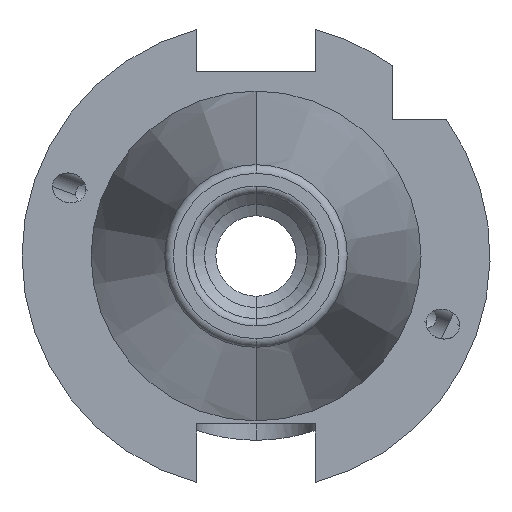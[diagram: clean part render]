
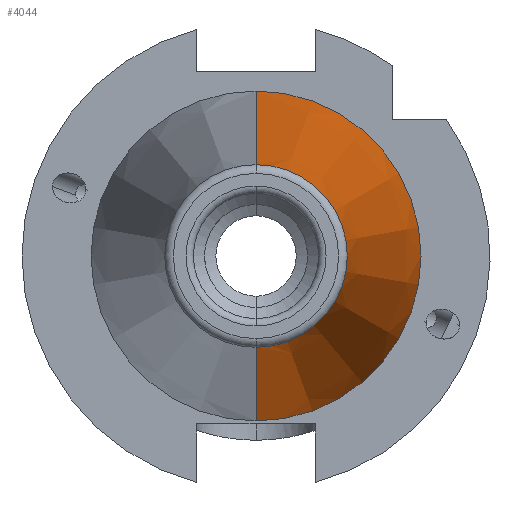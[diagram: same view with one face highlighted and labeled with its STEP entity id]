
A CAD part, left-side view. The second image highlights one B-rep face of the part: STEP entity #4044.
In plain terms, the highlighted conical face has half-angle 8.297 degrees and reference radius 22.4 mm.
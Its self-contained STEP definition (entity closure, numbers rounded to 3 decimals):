
#50 = CARTESIAN_POINT ( 'NONE',  ( 1.2, 0., 0. ) ) ;
#645 = VERTEX_POINT ( 'NONE', #6800 ) ;
#682 = DIRECTION ( 'NONE',  ( 1., 0., 0. ) ) ;
#797 = VERTEX_POINT ( 'NONE', #7915 ) ;
#832 = EDGE_CURVE ( 'NONE', #645, #8055, #4942, .T. ) ;
#1118 = LINE ( 'NONE', #6746, #7959 ) ;
#1570 = CARTESIAN_POINT ( 'NONE',  ( 1.2, 0., -22.4 ) ) ;
#2082 = CARTESIAN_POINT ( 'NONE',  ( -67.373, 0., 0. ) ) ;
#2141 = DIRECTION ( 'NONE',  ( 0.99, 0., 0.144 ) ) ;
#2494 = VERTEX_POINT ( 'NONE', #4583 ) ;
#2733 = DIRECTION ( 'NONE',  ( 0., 0., 1. ) ) ;
#3147 = EDGE_CURVE ( 'NONE', #797, #645, #3171, .T. ) ;
#3171 = CIRCLE ( 'NONE', #6805, 12.4 ) ;
#3263 = DIRECTION ( 'NONE',  ( 0.99, 0., -0.144 ) ) ;
#3740 = FACE_OUTER_BOUND ( 'NONE', #7686, .T. ) ;
#3821 = CARTESIAN_POINT ( 'NONE',  ( 1.2, 0., 0. ) ) ;
#4044 = ADVANCED_FACE ( 'NONE', ( #3740 ), #6443, .T. ) ;
#4266 = ORIENTED_EDGE ( 'NONE', *, *, #832, .T. ) ;
#4416 = AXIS2_PLACEMENT_3D ( 'NONE', #3821, #8447, #4444 ) ;
#4444 = DIRECTION ( 'NONE',  ( 0., 0., 1. ) ) ;
#4583 = CARTESIAN_POINT ( 'NONE',  ( 1.2, 0., 22.4 ) ) ;
#4681 = EDGE_CURVE ( 'NONE', #8055, #2494, #8256, .T. ) ;
#4942 = LINE ( 'NONE', #5986, #8334 ) ;
#5636 = AXIS2_PLACEMENT_3D ( 'NONE', #50, #682, #7305 ) ;
#5986 = CARTESIAN_POINT ( 'NONE',  ( 1.2, 0., -22.4 ) ) ;
#6153 = ORIENTED_EDGE ( 'NONE', *, *, #3147, .T. ) ;
#6159 = ORIENTED_EDGE ( 'NONE', *, *, #4681, .T. ) ;
#6443 = CONICAL_SURFACE ( 'NONE', #5636, 22.4, 0.145 ) ;
#6686 = DIRECTION ( 'NONE',  ( 1., 0., 0. ) ) ;
#6746 = CARTESIAN_POINT ( 'NONE',  ( 1.2, 0., 22.4 ) ) ;
#6800 = CARTESIAN_POINT ( 'NONE',  ( -67.373, 0., -12.4 ) ) ;
#6805 = AXIS2_PLACEMENT_3D ( 'NONE', #2082, #6686, #2733 ) ;
#7305 = DIRECTION ( 'NONE',  ( 0., 0., -1. ) ) ;
#7686 = EDGE_LOOP ( 'NONE', ( #8146, #6153, #4266, #6159 ) ) ;
#7915 = CARTESIAN_POINT ( 'NONE',  ( -67.373, 0., 12.4 ) ) ;
#7959 = VECTOR ( 'NONE', #2141, 1000. ) ;
#8055 = VERTEX_POINT ( 'NONE', #1570 ) ;
#8146 = ORIENTED_EDGE ( 'NONE', *, *, #8430, .F. ) ;
#8256 = CIRCLE ( 'NONE', #4416, 22.4 ) ;
#8334 = VECTOR ( 'NONE', #3263, 1000. ) ;
#8430 = EDGE_CURVE ( 'NONE', #797, #2494, #1118, .T. ) ;
#8447 = DIRECTION ( 'NONE',  ( -1., 0., 0. ) ) ;
